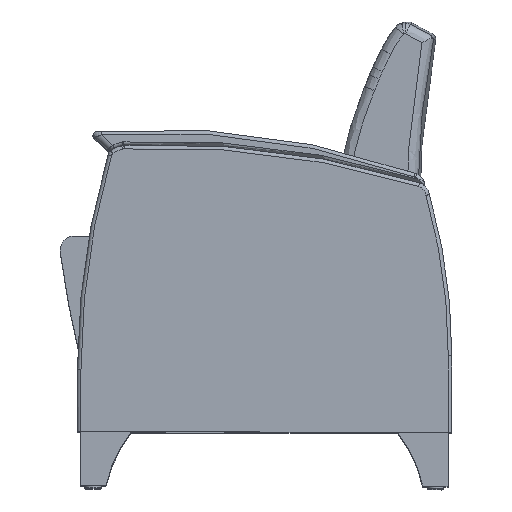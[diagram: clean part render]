
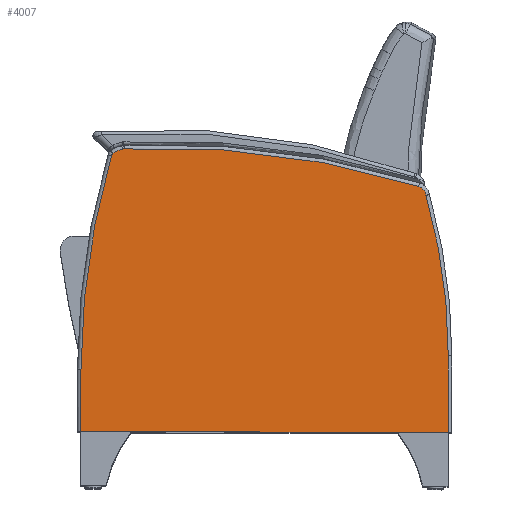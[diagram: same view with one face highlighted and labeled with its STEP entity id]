
A CAD part, top view. The second image highlights one B-rep face of the part: STEP entity #4007.
In plain terms, the highlighted planar face has unit normal (0, 0, 1).
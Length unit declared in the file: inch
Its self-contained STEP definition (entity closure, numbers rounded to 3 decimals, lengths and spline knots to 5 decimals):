
#528=LINE('',#6509,#683);
#530=LINE('',#6555,#685);
#546=LINE('',#6679,#701);
#683=VECTOR('',#5308,0.3937);
#685=VECTOR('',#5346,0.3937);
#701=VECTOR('',#5448,0.3937);
#777=PLANE('',#4495);
#936=FACE_OUTER_BOUND('',#1211,.T.);
#1211=EDGE_LOOP('',(#3235,#3236,#3237,#3238,#3239,#3240,#3241,#3242,#3243,
#3244));
#1459=CIRCLE('',#4426,0.25);
#1463=CIRCLE('',#4431,53.84447);
#1467=CIRCLE('',#4437,1.61874);
#1470=CIRCLE('',#4441,0.75);
#1473=CIRCLE('',#4445,59.75);
#1475=CIRCLE('',#4448,0.75);
#1478=CIRCLE('',#4453,40.58554);
#1797=VERTEX_POINT('',#6470);
#1798=VERTEX_POINT('',#6471);
#1802=VERTEX_POINT('',#6492);
#1804=VERTEX_POINT('',#6507);
#1805=VERTEX_POINT('',#6511);
#1807=VERTEX_POINT('',#6517);
#1809=VERTEX_POINT('',#6523);
#1812=VERTEX_POINT('',#6531);
#1813=VERTEX_POINT('',#6548);
#1816=VERTEX_POINT('',#6553);
#2254=EDGE_CURVE('',#1797,#1798,#1459,.T.);
#2260=EDGE_CURVE('',#1802,#1797,#1463,.T.);
#2263=EDGE_CURVE('',#1804,#1802,#528,.T.);
#2266=EDGE_CURVE('',#1798,#1805,#1467,.T.);
#2269=EDGE_CURVE('',#1805,#1807,#1470,.T.);
#2272=EDGE_CURVE('',#1807,#1809,#1473,.T.);
#2274=EDGE_CURVE('',#1809,#1812,#1475,.T.);
#2279=EDGE_CURVE('',#1816,#1813,#530,.T.);
#2280=EDGE_CURVE('',#1812,#1816,#1478,.T.);
#2321=EDGE_CURVE('',#1813,#1804,#546,.T.);
#3235=ORIENTED_EDGE('',*,*,#2263,.F.);
#3236=ORIENTED_EDGE('',*,*,#2321,.F.);
#3237=ORIENTED_EDGE('',*,*,#2279,.F.);
#3238=ORIENTED_EDGE('',*,*,#2280,.F.);
#3239=ORIENTED_EDGE('',*,*,#2274,.F.);
#3240=ORIENTED_EDGE('',*,*,#2272,.F.);
#3241=ORIENTED_EDGE('',*,*,#2269,.F.);
#3242=ORIENTED_EDGE('',*,*,#2266,.F.);
#3243=ORIENTED_EDGE('',*,*,#2254,.F.);
#3244=ORIENTED_EDGE('',*,*,#2260,.F.);
#4007=ADVANCED_FACE('',(#936),#777,.T.);
#4426=AXIS2_PLACEMENT_3D('',#6472,#5291,#5292);
#4431=AXIS2_PLACEMENT_3D('',#6503,#5301,#5302);
#4437=AXIS2_PLACEMENT_3D('',#6515,#5315,#5316);
#4441=AXIS2_PLACEMENT_3D('',#6521,#5323,#5324);
#4445=AXIS2_PLACEMENT_3D('',#6527,#5331,#5332);
#4448=AXIS2_PLACEMENT_3D('',#6532,#5337,#5338);
#4453=AXIS2_PLACEMENT_3D('',#6557,#5349,#5350);
#4495=AXIS2_PLACEMENT_3D('',#6680,#5449,#5450);
#5291=DIRECTION('center_axis',(0.,0.,-1.));
#5292=DIRECTION('ref_axis',(-0.844,0.537,0.));
#5301=DIRECTION('center_axis',(0.,0.,-1.));
#5302=DIRECTION('ref_axis',(-0.99,0.14,0.));
#5308=DIRECTION('',(0.,1.,0.));
#5315=DIRECTION('center_axis',(0.,0.,-1.));
#5316=DIRECTION('ref_axis',(-0.425,0.905,0.));
#5323=DIRECTION('center_axis',(0.,0.,-1.));
#5324=DIRECTION('ref_axis',(-0.128,0.992,0.));
#5331=DIRECTION('center_axis',(0.,0.,-1.));
#5332=DIRECTION('ref_axis',(0.124,0.992,0.));
#5337=DIRECTION('center_axis',(0.,0.,-1.));
#5338=DIRECTION('ref_axis',(0.761,0.649,0.));
#5346=DIRECTION('',(0.,-1.,0.));
#5349=DIRECTION('center_axis',(0.,0.,-1.));
#5350=DIRECTION('ref_axis',(0.99,0.139,0.));
#5448=DIRECTION('',(-1.,0.,0.));
#5449=DIRECTION('center_axis',(0.,0.,1.));
#5450=DIRECTION('ref_axis',(1.,0.,0.));
#6470=CARTESIAN_POINT('',(-12.3965,20.65936,2.75));
#6471=CARTESIAN_POINT('',(-12.30759,20.8021,2.75));
#6472=CARTESIAN_POINT('Origin',(-12.15221,20.60625,2.75));
#6492=CARTESIAN_POINT('',(-14.50196,5.72409,2.75));
#6503=CARTESIAN_POINT('Origin',(39.34251,5.74957,2.75));
#6507=CARTESIAN_POINT('',(-14.50196,1.38751,2.75));
#6509=CARTESIAN_POINT('',(-14.50196,5.41302,2.75));
#6511=CARTESIAN_POINT('',(-11.63546,21.11791,2.75));
#6515=CARTESIAN_POINT('Origin',(-11.3015,19.534,2.75));
#6517=CARTESIAN_POINT('',(-11.51791,21.13312,2.75));
#6521=CARTESIAN_POINT('Origin',(-11.48073,20.38404,2.75));
#6523=CARTESIAN_POINT('',(9.03893,18.55741,2.75));
#6527=CARTESIAN_POINT('Origin',(-8.55543,-38.54339,2.75));
#6531=CARTESIAN_POINT('',(9.56287,17.92892,2.75));
#6532=CARTESIAN_POINT('Origin',(8.81808,17.84066,2.75));
#6548=CARTESIAN_POINT('',(11.14024,1.38751,2.75));
#6553=CARTESIAN_POINT('',(11.14024,6.72403,2.75));
#6555=CARTESIAN_POINT('',(11.14024,8.58129,2.75));
#6557=CARTESIAN_POINT('Origin',(-29.4453,6.72403,2.75));
#6679=CARTESIAN_POINT('',(12.28079,1.38751,2.75));
#6680=CARTESIAN_POINT('Origin',(-1.61059,10.43854,2.75));
